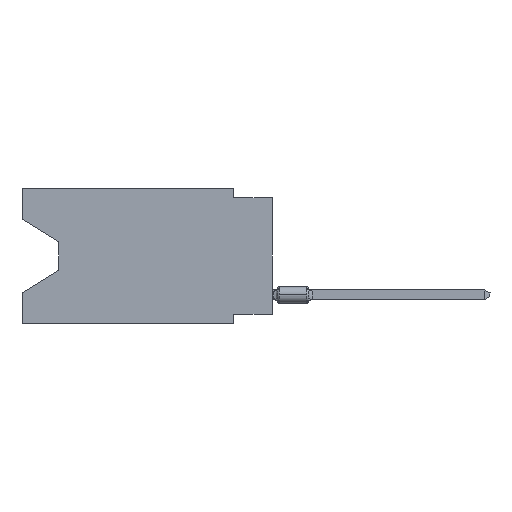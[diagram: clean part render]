
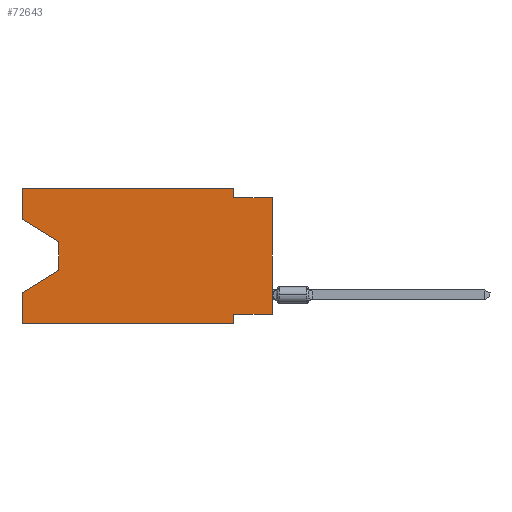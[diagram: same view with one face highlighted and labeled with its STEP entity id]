
A CAD part, left-side view. The second image highlights one B-rep face of the part: STEP entity #72643.
In plain terms, the highlighted planar face has unit normal (-1, 0, 0).
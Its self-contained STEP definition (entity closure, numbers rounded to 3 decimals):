
#2608 = CARTESIAN_POINT ( 'NONE',  ( 0., 16.383, -8.89 ) ) ;
#3681 = EDGE_CURVE ( 'NONE', #13465, #84254, #58994, .T. ) ;
#6279 = VECTOR ( 'NONE', #94654, 1000. ) ;
#6856 = DIRECTION ( 'NONE',  ( 0., 0., 1. ) ) ;
#6878 = CARTESIAN_POINT ( 'NONE',  ( 0., 16.383, 0. ) ) ;
#10238 = ORIENTED_EDGE ( 'NONE', *, *, #105780, .T. ) ;
#11024 = CARTESIAN_POINT ( 'NONE',  ( 0., 2.54, -8.89 ) ) ;
#11336 = DIRECTION ( 'NONE',  ( 0., 0.855, -0.519 ) ) ;
#11452 = ORIENTED_EDGE ( 'NONE', *, *, #76245, .T. ) ;
#12347 = DIRECTION ( 'NONE',  ( 0., 0., -1. ) ) ;
#13465 = VERTEX_POINT ( 'NONE', #29719 ) ;
#13480 = VECTOR ( 'NONE', #11336, 1000. ) ;
#14213 = VERTEX_POINT ( 'NONE', #61330 ) ;
#14314 = CARTESIAN_POINT ( 'NONE',  ( 0., 16.383, -6.852 ) ) ;
#17348 = CARTESIAN_POINT ( 'NONE',  ( 0., 16.383, 0. ) ) ;
#17510 = CARTESIAN_POINT ( 'NONE',  ( 0., 0., -0.635 ) ) ;
#18060 = CARTESIAN_POINT ( 'NONE',  ( 0., 2.54, 0. ) ) ;
#20492 = LINE ( 'NONE', #78502, #30411 ) ;
#25317 = VERTEX_POINT ( 'NONE', #49285 ) ;
#25477 = PLANE ( 'NONE',  #42696 ) ;
#25908 = CARTESIAN_POINT ( 'NONE',  ( 0., 16.383, 0. ) ) ;
#27623 = LINE ( 'NONE', #53091, #13480 ) ;
#27876 = LINE ( 'NONE', #30005, #106934 ) ;
#28921 = LINE ( 'NONE', #62016, #90721 ) ;
#29719 = CARTESIAN_POINT ( 'NONE',  ( 0., 16.383, -2.038 ) ) ;
#30005 = CARTESIAN_POINT ( 'NONE',  ( 0., 16.383, 0. ) ) ;
#30052 = ORIENTED_EDGE ( 'NONE', *, *, #33537, .F. ) ;
#30411 = VECTOR ( 'NONE', #12347, 1000. ) ;
#30490 = ORIENTED_EDGE ( 'NONE', *, *, #60873, .F. ) ;
#31998 = VERTEX_POINT ( 'NONE', #85744 ) ;
#33436 = EDGE_CURVE ( 'NONE', #36068, #85208, #105430, .T. ) ;
#33537 = EDGE_CURVE ( 'NONE', #43767, #25317, #41947, .T. ) ;
#33898 = CARTESIAN_POINT ( 'NONE',  ( 0., 0., -0.635 ) ) ;
#34785 = EDGE_LOOP ( 'NONE', ( #10238, #90365, #11452, #42337, #35006, #30490, #30052, #92043, #90426, #65340, #66547, #50201 ) ) ;
#35006 = ORIENTED_EDGE ( 'NONE', *, *, #33436, .T. ) ;
#35478 = VECTOR ( 'NONE', #89859, 1000. ) ;
#36068 = VERTEX_POINT ( 'NONE', #104875 ) ;
#36131 = VERTEX_POINT ( 'NONE', #14314 ) ;
#36623 = LINE ( 'NONE', #102234, #6279 ) ;
#39396 = LINE ( 'NONE', #81152, #62449 ) ;
#39725 = DIRECTION ( 'NONE',  ( 0., 0., -1. ) ) ;
#40010 = CARTESIAN_POINT ( 'NONE',  ( 0., 2.54, -0.635 ) ) ;
#41058 = EDGE_CURVE ( 'NONE', #43767, #96494, #39396, .T. ) ;
#41424 = CARTESIAN_POINT ( 'NONE',  ( 0., 0., -8.255 ) ) ;
#41947 = LINE ( 'NONE', #41424, #59538 ) ;
#42337 = ORIENTED_EDGE ( 'NONE', *, *, #72022, .F. ) ;
#42696 = AXIS2_PLACEMENT_3D ( 'NONE', #17348, #49893, #66169 ) ;
#43767 = VERTEX_POINT ( 'NONE', #57992 ) ;
#48099 = LINE ( 'NONE', #6878, #35478 ) ;
#49285 = CARTESIAN_POINT ( 'NONE',  ( 0., 2.54, -8.255 ) ) ;
#49893 = DIRECTION ( 'NONE',  ( 1., 0., 0. ) ) ;
#50201 = ORIENTED_EDGE ( 'NONE', *, *, #3681, .F. ) ;
#51113 = LINE ( 'NONE', #17510, #76370 ) ;
#52095 = VECTOR ( 'NONE', #66051, 1000. ) ;
#53091 = CARTESIAN_POINT ( 'NONE',  ( 0., 13.97, -5.385 ) ) ;
#54625 = CARTESIAN_POINT ( 'NONE',  ( 0., 16.383, 0. ) ) ;
#57992 = CARTESIAN_POINT ( 'NONE',  ( 0., 0., -8.255 ) ) ;
#58085 = DIRECTION ( 'NONE',  ( 0., 0., -1. ) ) ;
#58236 = VERTEX_POINT ( 'NONE', #18060 ) ;
#58994 = LINE ( 'NONE', #25908, #52095 ) ;
#59220 = EDGE_CURVE ( 'NONE', #14213, #31998, #20492, .T. ) ;
#59538 = VECTOR ( 'NONE', #73972, 1000. ) ;
#60219 = LINE ( 'NONE', #99265, #68735 ) ;
#60873 = EDGE_CURVE ( 'NONE', #25317, #85208, #60219, .T. ) ;
#61330 = CARTESIAN_POINT ( 'NONE',  ( 0., 13.97, -3.505 ) ) ;
#62016 = CARTESIAN_POINT ( 'NONE',  ( 0., 2.54, 0. ) ) ;
#62449 = VECTOR ( 'NONE', #6856, 1000. ) ;
#63160 = DIRECTION ( 'NONE',  ( 0., -1., 0. ) ) ;
#65340 = ORIENTED_EDGE ( 'NONE', *, *, #99030, .F. ) ;
#65417 = EDGE_CURVE ( 'NONE', #89530, #96494, #51113, .T. ) ;
#65622 = FACE_OUTER_BOUND ( 'NONE', #34785, .T. ) ;
#66051 = DIRECTION ( 'NONE',  ( 0., 0., 1. ) ) ;
#66169 = DIRECTION ( 'NONE',  ( 0., 0., -1. ) ) ;
#66547 = ORIENTED_EDGE ( 'NONE', *, *, #84504, .F. ) ;
#68735 = VECTOR ( 'NONE', #58085, 1000. ) ;
#72022 = EDGE_CURVE ( 'NONE', #36068, #36131, #27876, .T. ) ;
#72643 = ADVANCED_FACE ( 'NONE', ( #65622 ), #25477, .F. ) ;
#73972 = DIRECTION ( 'NONE',  ( 0., 1., 0. ) ) ;
#76245 = EDGE_CURVE ( 'NONE', #31998, #36131, #27623, .T. ) ;
#76370 = VECTOR ( 'NONE', #99375, 1000. ) ;
#78502 = CARTESIAN_POINT ( 'NONE',  ( 0., 13.97, -3.505 ) ) ;
#78819 = DIRECTION ( 'NONE',  ( 0., 0., 1. ) ) ;
#81152 = CARTESIAN_POINT ( 'NONE',  ( 0., 0., 0. ) ) ;
#84254 = VERTEX_POINT ( 'NONE', #54625 ) ;
#84504 = EDGE_CURVE ( 'NONE', #84254, #58236, #48099, .T. ) ;
#85208 = VERTEX_POINT ( 'NONE', #11024 ) ;
#85744 = CARTESIAN_POINT ( 'NONE',  ( 0., 13.97, -5.385 ) ) ;
#89530 = VERTEX_POINT ( 'NONE', #40010 ) ;
#89859 = DIRECTION ( 'NONE',  ( 0., -1., 0. ) ) ;
#90365 = ORIENTED_EDGE ( 'NONE', *, *, #59220, .T. ) ;
#90426 = ORIENTED_EDGE ( 'NONE', *, *, #65417, .F. ) ;
#90721 = VECTOR ( 'NONE', #39725, 1000. ) ;
#90726 = VECTOR ( 'NONE', #63160, 1000. ) ;
#92043 = ORIENTED_EDGE ( 'NONE', *, *, #41058, .T. ) ;
#94654 = DIRECTION ( 'NONE',  ( 0., -0.855, -0.519 ) ) ;
#96494 = VERTEX_POINT ( 'NONE', #33898 ) ;
#99030 = EDGE_CURVE ( 'NONE', #58236, #89530, #28921, .T. ) ;
#99265 = CARTESIAN_POINT ( 'NONE',  ( 0., 2.54, -8.89 ) ) ;
#99375 = DIRECTION ( 'NONE',  ( 0., -1., 0. ) ) ;
#102234 = CARTESIAN_POINT ( 'NONE',  ( 0., 16.383, -2.038 ) ) ;
#104875 = CARTESIAN_POINT ( 'NONE',  ( 0., 16.383, -8.89 ) ) ;
#105430 = LINE ( 'NONE', #2608, #90726 ) ;
#105780 = EDGE_CURVE ( 'NONE', #13465, #14213, #36623, .T. ) ;
#106934 = VECTOR ( 'NONE', #78819, 1000. ) ;
